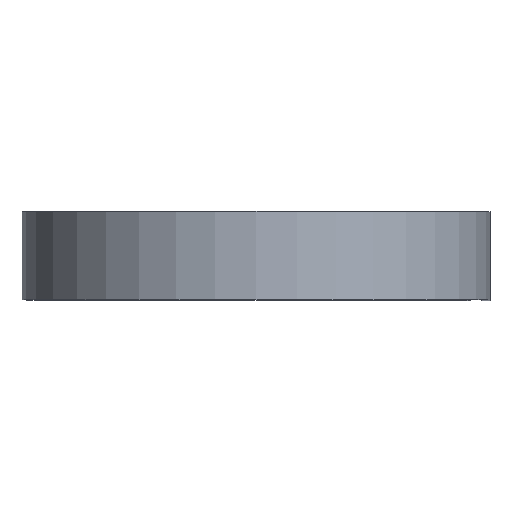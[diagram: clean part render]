
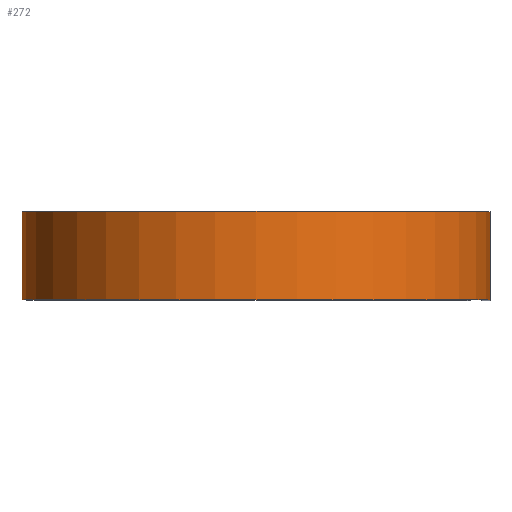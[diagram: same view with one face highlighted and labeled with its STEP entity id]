
A CAD part, top view. The second image highlights one B-rep face of the part: STEP entity #272.
In plain terms, the highlighted cylindrical face has radius 33.757 mm (diameter 67.513 mm), a partial arc.
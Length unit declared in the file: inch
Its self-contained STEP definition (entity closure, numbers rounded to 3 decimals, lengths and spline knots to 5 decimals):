
#8 = ORIENTED_EDGE ( 'NONE', *, *, #178, .F. ) ;
#46 = DIRECTION ( 'NONE',  ( 0., 1., 0. ) ) ;
#55 = VERTEX_POINT ( 'NONE', #292 ) ;
#92 = AXIS2_PLACEMENT_3D ( 'NONE', #547, #46, #645 ) ;
#139 = EDGE_CURVE ( 'NONE', #722, #437, #141, .T. ) ;
#141 = CIRCLE ( 'NONE', #92, 1.329 ) ;
#178 = EDGE_CURVE ( 'NONE', #55, #437, #716, .T. ) ;
#179 = DIRECTION ( 'NONE',  ( 0., 1., 0. ) ) ;
#189 = ORIENTED_EDGE ( 'NONE', *, *, #279, .F. ) ;
#209 = EDGE_CURVE ( 'NONE', #370, #722, #720, .T. ) ;
#213 = CARTESIAN_POINT ( 'NONE',  ( 1.329, 0.25, 0. ) ) ;
#216 = DIRECTION ( 'NONE',  ( 0., -1., 0. ) ) ;
#250 = DIRECTION ( 'NONE',  ( 1., 0., 0. ) ) ;
#260 = EDGE_LOOP ( 'NONE', ( #449, #8, #189, #432 ) ) ;
#272 = ADVANCED_FACE ( 'NONE', ( #665 ), #412, .T. ) ;
#279 = EDGE_CURVE ( 'NONE', #370, #55, #393, .T. ) ;
#291 = CARTESIAN_POINT ( 'NONE',  ( 1.329, -0.25, 0. ) ) ;
#292 = CARTESIAN_POINT ( 'NONE',  ( 1.329, 0.25, 0. ) ) ;
#294 = CARTESIAN_POINT ( 'NONE',  ( 0., 0.25, 0. ) ) ;
#370 = VERTEX_POINT ( 'NONE', #553 ) ;
#393 = CIRCLE ( 'NONE', #457, 1.329 ) ;
#397 = CARTESIAN_POINT ( 'NONE',  ( 0., 0.25, 0. ) ) ;
#412 = CYLINDRICAL_SURFACE ( 'NONE', #497, 1.329 ) ;
#432 = ORIENTED_EDGE ( 'NONE', *, *, #209, .T. ) ;
#437 = VERTEX_POINT ( 'NONE', #291 ) ;
#449 = ORIENTED_EDGE ( 'NONE', *, *, #139, .T. ) ;
#457 = AXIS2_PLACEMENT_3D ( 'NONE', #294, #179, #250 ) ;
#480 = DIRECTION ( 'NONE',  ( 0., 0., -1. ) ) ;
#497 = AXIS2_PLACEMENT_3D ( 'NONE', #397, #566, #480 ) ;
#498 = VECTOR ( 'NONE', #216, 39.37008 ) ;
#533 = CARTESIAN_POINT ( 'NONE',  ( 0., -0.25, -1.329 ) ) ;
#539 = VECTOR ( 'NONE', #586, 39.37008 ) ;
#547 = CARTESIAN_POINT ( 'NONE',  ( 0., -0.25, 0. ) ) ;
#553 = CARTESIAN_POINT ( 'NONE',  ( 0., 0.25, -1.329 ) ) ;
#566 = DIRECTION ( 'NONE',  ( 0., -1., 0. ) ) ;
#586 = DIRECTION ( 'NONE',  ( 0., -1., 0. ) ) ;
#600 = CARTESIAN_POINT ( 'NONE',  ( 0., 0.25, -1.329 ) ) ;
#645 = DIRECTION ( 'NONE',  ( 1., 0., 0. ) ) ;
#665 = FACE_OUTER_BOUND ( 'NONE', #260, .T. ) ;
#716 = LINE ( 'NONE', #213, #539 ) ;
#720 = LINE ( 'NONE', #600, #498 ) ;
#722 = VERTEX_POINT ( 'NONE', #533 ) ;
